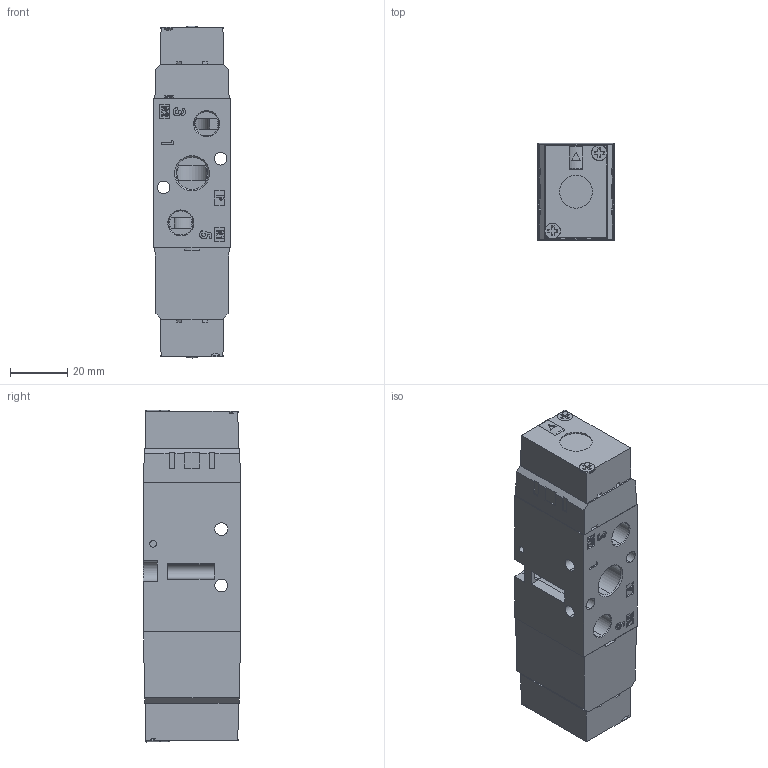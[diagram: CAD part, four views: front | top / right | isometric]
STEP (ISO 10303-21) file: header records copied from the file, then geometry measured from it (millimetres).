
FILE_DESCRIPTION (( 'STEP AP203' ), '1' );
FILE_NAME ('SFP4303.STEP', '2013-01-22T07:22:54', ( '' ), ( '' ), 'SwSTEP 2.0', 'SolidWorks 2008', '' );
FILE_SCHEMA (( 'CONFIG_CONTROL_DESIGN' ));
Length unit declared in the file: millimetre
Products named in the file (6): SFP4303; Body_ル遽; SemiPilot_ル遽; SemiPilotA_ル遽; MasterPilot_ル遽; MasterPilotBolt(M3xL30)_ル遽
Assembly tree (9 placements, depth 2):
  SFP4303
    SemiPilot_ル遽
    MasterPilotBolt(M3xL30)_ル遽  x4
    SemiPilotA_ル遽
    MasterPilot_ル遽  x2
    Body_ル遽
Bounding box: 26.7 x 34.2 x 116.4 mm (x, y, z)
Volume: 53502.6 mm3; surface area: 44440.7 mm2
Topology: 9 solids, 9 shells, 1606 faces, 3849 edges, 2341 vertices
Faces by surface type: cone 654, plane 586, cylinder 300, bspline 60, torus 6
Entity records: 32166 total; most frequent: CARTESIAN_POINT 8954, ORIENTED_EDGE 4696, DIRECTION 4592, EDGE_CURVE 2348, AXIS2_PLACEMENT_3D 1545, LINE 1502, VECTOR 1502, VERTEX_POINT 1499
